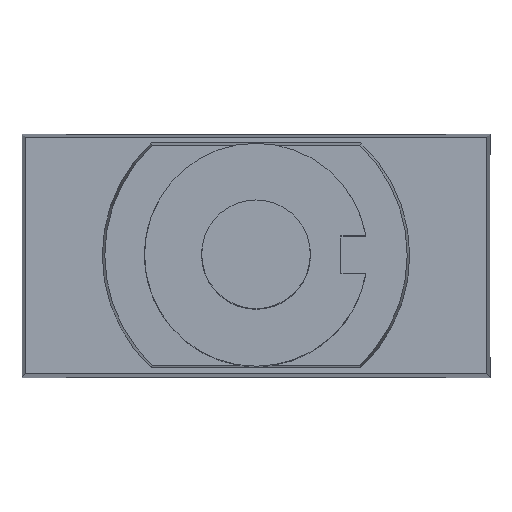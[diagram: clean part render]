
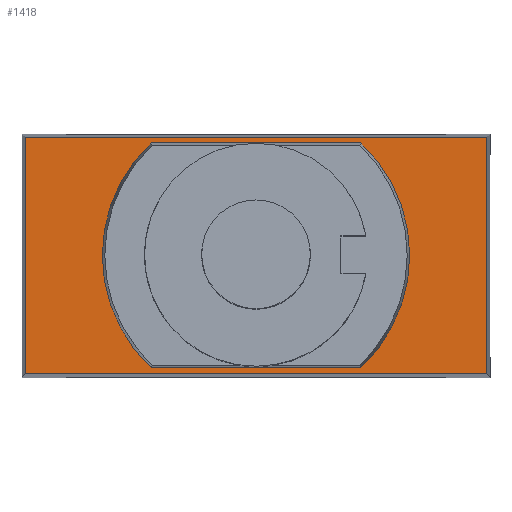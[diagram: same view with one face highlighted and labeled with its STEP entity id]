
A CAD part, top view. The second image highlights one B-rep face of the part: STEP entity #1418.
In plain terms, the highlighted planar face has unit normal (0, 0, 1).
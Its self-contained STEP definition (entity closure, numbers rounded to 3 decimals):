
#24=FACE_BOUND('',#538,.T.);
#43=CIRCLE('',#1513,4.17);
#44=CIRCLE('',#1516,4.17);
#98=PLANE('',#1534);
#189=LINE('',#2900,#321);
#190=LINE('',#2915,#322);
#225=LINE('',#2989,#357);
#235=LINE('',#3008,#367);
#236=LINE('',#3011,#368);
#238=LINE('',#3014,#370);
#321=VECTOR('',#1765,10.);
#322=VECTOR('',#1772,10.);
#357=VECTOR('',#1831,10.);
#367=VECTOR('',#1851,10.);
#368=VECTOR('',#1854,10.);
#370=VECTOR('',#1858,10.);
#458=FACE_OUTER_BOUND('',#537,.T.);
#537=EDGE_LOOP('',(#1327,#1328,#1329,#1330));
#538=EDGE_LOOP('',(#1331,#1332,#1333,#1334));
#681=VERTEX_POINT('',#2895);
#682=VERTEX_POINT('',#2899);
#683=VERTEX_POINT('',#2905);
#684=VERTEX_POINT('',#2911);
#710=VERTEX_POINT('',#2986);
#711=VERTEX_POINT('',#2988);
#715=VERTEX_POINT('',#3006);
#716=VERTEX_POINT('',#3010);
#868=EDGE_CURVE('',#682,#681,#189,.T.);
#871=EDGE_CURVE('',#681,#683,#43,.T.);
#873=EDGE_CURVE('',#683,#684,#190,.T.);
#874=EDGE_CURVE('',#684,#682,#44,.T.);
#909=EDGE_CURVE('',#710,#711,#225,.T.);
#919=EDGE_CURVE('',#715,#710,#235,.T.);
#920=EDGE_CURVE('',#711,#716,#236,.T.);
#922=EDGE_CURVE('',#716,#715,#238,.T.);
#1327=ORIENTED_EDGE('',*,*,#909,.F.);
#1328=ORIENTED_EDGE('',*,*,#919,.F.);
#1329=ORIENTED_EDGE('',*,*,#922,.F.);
#1330=ORIENTED_EDGE('',*,*,#920,.F.);
#1331=ORIENTED_EDGE('',*,*,#868,.T.);
#1332=ORIENTED_EDGE('',*,*,#871,.T.);
#1333=ORIENTED_EDGE('',*,*,#873,.T.);
#1334=ORIENTED_EDGE('',*,*,#874,.T.);
#1418=ADVANCED_FACE('',(#458,#24),#98,.T.);
#1513=AXIS2_PLACEMENT_3D('',#2909,#1768,#1769);
#1516=AXIS2_PLACEMENT_3D('',#2917,#1775,#1776);
#1534=AXIS2_PLACEMENT_3D('',#3015,#1859,#1860);
#1765=DIRECTION('',(1.,0.,0.));
#1768=DIRECTION('center_axis',(0.,0.,-1.));
#1769=DIRECTION('ref_axis',(0.682,-0.731,0.));
#1772=DIRECTION('',(-1.,0.,0.));
#1775=DIRECTION('center_axis',(0.,0.,-1.));
#1776=DIRECTION('ref_axis',(-0.682,0.731,0.));
#1831=DIRECTION('',(0.,1.,0.));
#1851=DIRECTION('',(-1.,0.,0.));
#1854=DIRECTION('',(1.,0.,0.));
#1858=DIRECTION('',(0.,-1.,0.));
#1859=DIRECTION('center_axis',(0.,0.,1.));
#1860=DIRECTION('ref_axis',(1.,0.,0.));
#2895=CARTESIAN_POINT('',(2.844,3.05,10.4));
#2899=CARTESIAN_POINT('',(-2.844,3.05,10.4));
#2900=CARTESIAN_POINT('',(-1.422,3.05,10.4));
#2905=CARTESIAN_POINT('',(2.844,-3.05,10.4));
#2909=CARTESIAN_POINT('Origin',(0.,0.,
10.4));
#2911=CARTESIAN_POINT('',(-2.844,-3.05,10.4));
#2915=CARTESIAN_POINT('',(1.422,-3.05,10.4));
#2917=CARTESIAN_POINT('Origin',(0.,0.,
10.4));
#2986=CARTESIAN_POINT('',(-6.259,-3.209,10.4));
#2988=CARTESIAN_POINT('',(-6.259,3.209,10.4));
#2989=CARTESIAN_POINT('',(-6.259,3.3,10.4));
#3006=CARTESIAN_POINT('',(6.259,-3.209,10.4));
#3008=CARTESIAN_POINT('',(-6.35,-3.209,10.4));
#3010=CARTESIAN_POINT('',(6.259,3.209,10.4));
#3011=CARTESIAN_POINT('',(6.35,3.209,10.4));
#3014=CARTESIAN_POINT('',(6.259,-3.3,10.4));
#3015=CARTESIAN_POINT('Origin',(0.,0.,
10.4));
